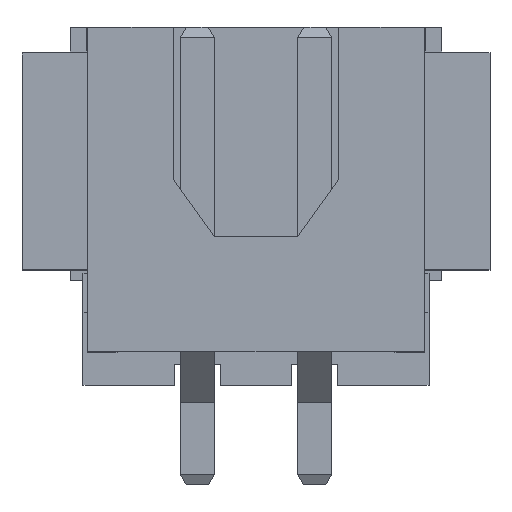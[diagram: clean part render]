
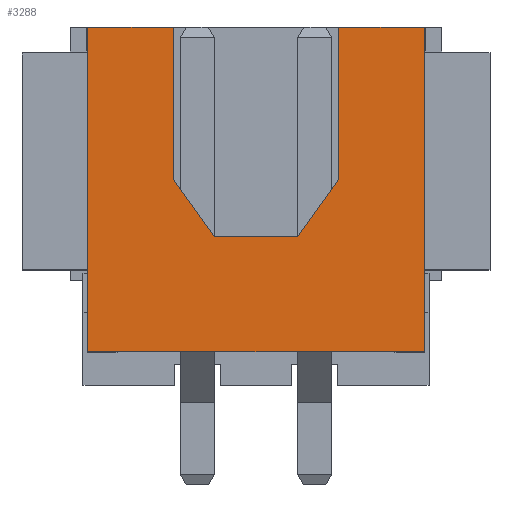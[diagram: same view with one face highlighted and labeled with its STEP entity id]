
A CAD part, top view. The second image highlights one B-rep face of the part: STEP entity #3288.
In plain terms, the highlighted planar face has unit normal (0, 0, 1).
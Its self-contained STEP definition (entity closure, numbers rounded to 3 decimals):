
#21=ORIENTED_EDGE('',*,*,#721,.F.);
#22=ORIENTED_EDGE('',*,*,#722,.F.);
#23=ORIENTED_EDGE('',*,*,#723,.F.);
#24=ORIENTED_EDGE('',*,*,#724,.F.);
#25=ORIENTED_EDGE('',*,*,#725,.F.);
#26=ORIENTED_EDGE('',*,*,#726,.T.);
#27=ORIENTED_EDGE('',*,*,#727,.F.);
#28=ORIENTED_EDGE('',*,*,#728,.F.);
#29=ORIENTED_EDGE('',*,*,#729,.T.);
#30=ORIENTED_EDGE('',*,*,#730,.T.);
#721=EDGE_CURVE('',#1071,#1072,#1299,.T.);
#722=EDGE_CURVE('',#1073,#1071,#1300,.T.);
#723=EDGE_CURVE('',#1074,#1073,#1301,.T.);
#724=EDGE_CURVE('',#1075,#1074,#1302,.T.);
#725=EDGE_CURVE('',#1076,#1075,#1303,.T.);
#726=EDGE_CURVE('',#1076,#1077,#1304,.T.);
#727=EDGE_CURVE('',#1078,#1077,#1305,.T.);
#728=EDGE_CURVE('',#1079,#1078,#1306,.T.);
#729=EDGE_CURVE('',#1079,#1080,#1307,.T.);
#730=EDGE_CURVE('',#1080,#1072,#1308,.T.);
#1071=VERTEX_POINT('',#4160);
#1072=VERTEX_POINT('',#4161);
#1073=VERTEX_POINT('',#4163);
#1074=VERTEX_POINT('',#4165);
#1075=VERTEX_POINT('',#4167);
#1076=VERTEX_POINT('',#4169);
#1077=VERTEX_POINT('',#4171);
#1078=VERTEX_POINT('',#4173);
#1079=VERTEX_POINT('',#4175);
#1080=VERTEX_POINT('',#4177);
#1299=LINE('',#4159,#1649);
#1300=LINE('',#4162,#1650);
#1301=LINE('',#4164,#1651);
#1302=LINE('',#4166,#1652);
#1303=LINE('',#4168,#1653);
#1304=LINE('',#4170,#1654);
#1305=LINE('',#4172,#1655);
#1306=LINE('',#4174,#1656);
#1307=LINE('',#4176,#1657);
#1308=LINE('',#4178,#1658);
#1649=VECTOR('',#3553,1000.);
#1650=VECTOR('',#3554,1000.);
#1651=VECTOR('',#3555,1000.);
#1652=VECTOR('',#3556,1000.);
#1653=VECTOR('',#3557,1000.);
#1654=VECTOR('',#3558,1000.);
#1655=VECTOR('',#3559,1000.);
#1656=VECTOR('',#3560,1000.);
#1657=VECTOR('',#3561,1000.);
#1658=VECTOR('',#3562,1000.);
#1999=EDGE_LOOP('',(#21,#22,#23,#24,#25,#26,#27,#28,#29,#30));
#2131=FACE_BOUND('',#1999,.T.);
#2263=PLANE('',#3421);
#3288=ADVANCED_FACE('',(#2131),#2263,.F.);
#3421=AXIS2_PLACEMENT_3D('',#4158,#3551,#3552);
#3551=DIRECTION('',(0.,0.,-1.));
#3552=DIRECTION('',(-1.,0.,0.));
#3553=DIRECTION('',(0.,1.,0.));
#3554=DIRECTION('',(0.582,0.813,0.));
#3555=DIRECTION('',(1.,0.,0.));
#3556=DIRECTION('',(0.582,-0.813,0.));
#3557=DIRECTION('',(0.,-1.,0.));
#3558=DIRECTION('',(-1.,0.,0.));
#3559=DIRECTION('',(0.,1.,0.));
#3560=DIRECTION('',(-1.,0.,0.));
#3561=DIRECTION('',(0.,1.,0.));
#3562=DIRECTION('',(-1.,0.,0.));
#4158=CARTESIAN_POINT('',(3.645,2.87,5.918));
#4159=CARTESIAN_POINT('',(1.791,6.6,5.918));
#4160=CARTESIAN_POINT('',(1.791,6.6,5.918));
#4161=CARTESIAN_POINT('',(1.791,9.906,5.918));
#4162=CARTESIAN_POINT('',(0.902,5.359,5.918));
#4163=CARTESIAN_POINT('',(0.902,5.359,5.918));
#4164=CARTESIAN_POINT('',(-0.902,5.359,5.918));
#4165=CARTESIAN_POINT('',(-0.902,5.359,5.918));
#4166=CARTESIAN_POINT('',(-1.791,6.6,5.918));
#4167=CARTESIAN_POINT('',(-1.791,6.6,5.918));
#4168=CARTESIAN_POINT('',(-1.791,9.906,5.918));
#4169=CARTESIAN_POINT('',(-1.791,9.906,5.918));
#4170=CARTESIAN_POINT('',(3.645,9.906,5.918));
#4171=CARTESIAN_POINT('',(-3.645,9.906,5.918));
#4172=CARTESIAN_POINT('',(-3.645,2.87,5.918));
#4173=CARTESIAN_POINT('',(-3.645,2.87,5.918));
#4174=CARTESIAN_POINT('',(3.645,2.87,5.918));
#4175=CARTESIAN_POINT('',(3.645,2.87,5.918));
#4176=CARTESIAN_POINT('',(3.645,2.87,5.918));
#4177=CARTESIAN_POINT('',(3.645,9.906,5.918));
#4178=CARTESIAN_POINT('',(3.645,9.906,5.918));
